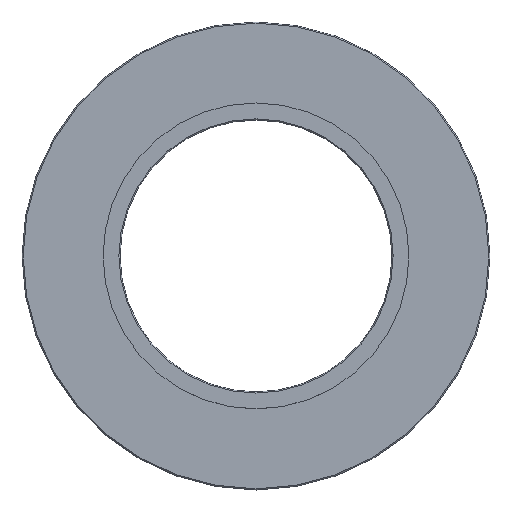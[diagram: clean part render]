
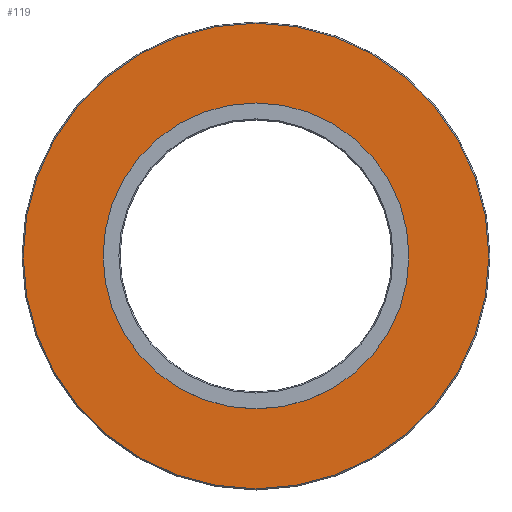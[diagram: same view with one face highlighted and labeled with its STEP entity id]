
A CAD part, top view. The second image highlights one B-rep face of the part: STEP entity #119.
In plain terms, the highlighted planar face has unit normal (0, 0, 1).
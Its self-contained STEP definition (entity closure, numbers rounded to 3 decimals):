
#15=PLANE('',#139);
#25=FACE_BOUND('',#50,.T.);
#26=FACE_BOUND('',#51,.T.);
#50=EDGE_LOOP('',(#100));
#51=EDGE_LOOP('',(#101));
#65=CIRCLE('',#136,20.55);
#67=CIRCLE('',#140,13.5);
#75=VERTEX_POINT('',#204);
#77=VERTEX_POINT('',#210);
#85=EDGE_CURVE('',#75,#75,#65,.T.);
#87=EDGE_CURVE('',#77,#77,#67,.T.);
#100=ORIENTED_EDGE('',*,*,#87,.F.);
#101=ORIENTED_EDGE('',*,*,#85,.F.);
#119=ADVANCED_FACE('',(#25,#26),#15,.T.);
#136=AXIS2_PLACEMENT_3D('',#205,#167,#168);
#139=AXIS2_PLACEMENT_3D('',#209,#173,#174);
#140=AXIS2_PLACEMENT_3D('',#211,#175,#176);
#167=DIRECTION('center_axis',(0.,0.,-1.));
#168=DIRECTION('ref_axis',(0.,-1.,0.));
#173=DIRECTION('center_axis',(0.,0.,1.));
#174=DIRECTION('ref_axis',(1.,0.,0.));
#175=DIRECTION('center_axis',(0.,0.,1.));
#176=DIRECTION('ref_axis',(0.,1.,0.));
#204=CARTESIAN_POINT('',(0.,20.55,3.2));
#205=CARTESIAN_POINT('Origin',(0.,0.,3.2));
#209=CARTESIAN_POINT('Origin',(0.,17.075,3.2));
#210=CARTESIAN_POINT('',(0.,13.5,3.2));
#211=CARTESIAN_POINT('Origin',(0.,0.,3.2));
